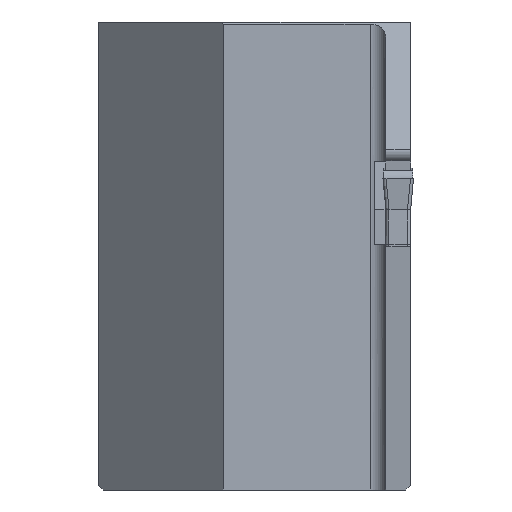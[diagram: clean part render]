
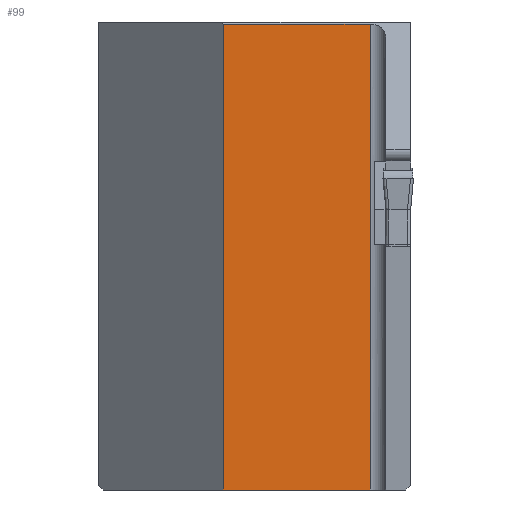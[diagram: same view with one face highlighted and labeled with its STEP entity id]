
A CAD part, left-side view. The second image highlights one B-rep face of the part: STEP entity #99.
In plain terms, the highlighted planar face has unit normal (-1, 0, 0).
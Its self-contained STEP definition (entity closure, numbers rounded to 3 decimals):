
#99=ADVANCED_FACE('',(#216),#164,.T.);
#164=PLANE('',#1248);
#216=FACE_OUTER_BOUND('',#281,.T.);
#281=EDGE_LOOP('',(#384,#385,#386,#387));
#384=ORIENTED_EDGE('',*,*,#831,.T.);
#385=ORIENTED_EDGE('',*,*,#832,.T.);
#386=ORIENTED_EDGE('',*,*,#833,.T.);
#387=ORIENTED_EDGE('',*,*,#834,.T.);
#716=VERTEX_POINT('',#1747);
#717=VERTEX_POINT('',#1748);
#718=VERTEX_POINT('',#1750);
#719=VERTEX_POINT('',#1752);
#831=EDGE_CURVE('',#716,#717,#998,.T.);
#832=EDGE_CURVE('',#717,#718,#999,.T.);
#833=EDGE_CURVE('',#718,#719,#1000,.T.);
#834=EDGE_CURVE('',#719,#716,#1001,.T.);
#998=LINE('',#1746,#1135);
#999=LINE('',#1749,#1136);
#1000=LINE('',#1751,#1137);
#1001=LINE('',#1753,#1138);
#1135=VECTOR('',#1394,1.);
#1136=VECTOR('',#1395,1.);
#1137=VECTOR('',#1396,1.);
#1138=VECTOR('',#1397,1.);
#1248=AXIS2_PLACEMENT_3D('',#1754,#1398,#1399);
#1394=DIRECTION('',(0.,1.,0.));
#1395=DIRECTION('',(0.,0.,-1.));
#1396=DIRECTION('',(0.,-1.,0.));
#1397=DIRECTION('',(0.,0.,1.));
#1398=DIRECTION('',(-1.,0.,0.));
#1399=DIRECTION('',(0.,0.,1.));
#1746=CARTESIAN_POINT('',(16.,-5.018,9.869));
#1747=CARTESIAN_POINT('',(16.,-17.418,9.869));
#1748=CARTESIAN_POINT('',(16.,-8.,9.869));
#1749=CARTESIAN_POINT('',(16.,-8.,-30.));
#1750=CARTESIAN_POINT('',(16.,-8.,-20.));
#1751=CARTESIAN_POINT('',(16.,11.582,-20.));
#1752=CARTESIAN_POINT('',(16.,-17.418,-20.));
#1753=CARTESIAN_POINT('',(16.,-17.418,10.));
#1754=CARTESIAN_POINT('',(16.,11.582,10.));
